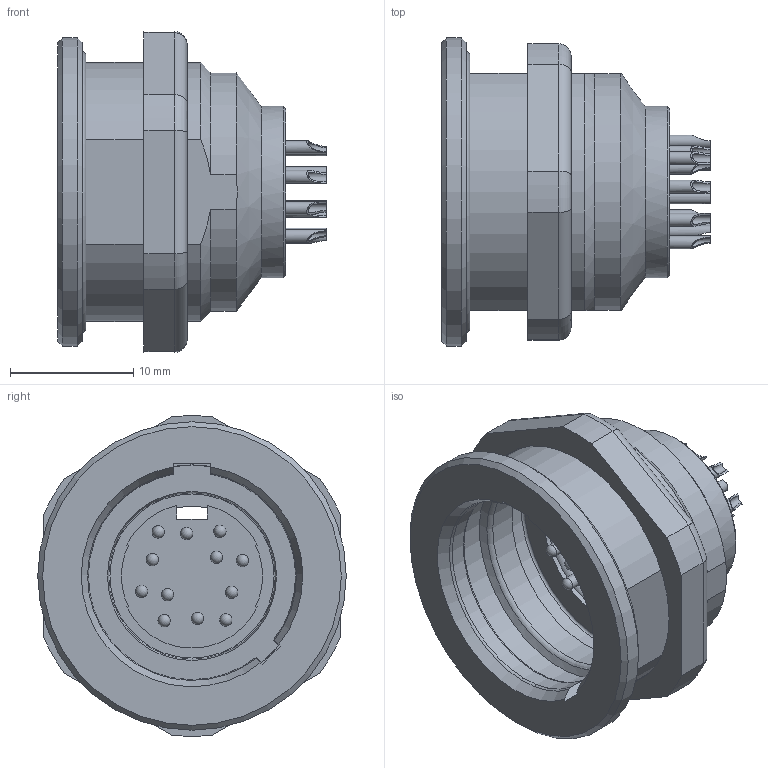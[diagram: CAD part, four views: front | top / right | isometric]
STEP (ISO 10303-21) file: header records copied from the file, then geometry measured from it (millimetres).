
FILE_DESCRIPTION(/* description */ (''),/* implementation_level */ '2;1');
FILE_NAME(/* name */ '09 4835 00 12 001_00.stp',/* time_stamp */ '2013-10-31T08:39:28+01:00',/* author */ (''),/* organization */ (''),/* preprocessor_version */ 'ST-DEVELOPER v14',/* originating_system */ 'SIEMENS PLM Software NX 8.0',/* authorisation */ '');
FILE_SCHEMA (('AUTOMOTIVE_DESIGN { 1 0 10303 214 3 1 1 1 }'));
Length unit declared in the file: millimetre
Products named in the file (1): cerl031CC614itc4
Bounding box: 21.8 x 25 x 25.98 mm (x, y, z)
Volume: 3334.2 mm3; surface area: 3938.9 mm2
Topology: 1 solids, 1 shells, 294 faces, 810 edges, 529 vertices
Faces by surface type: plane 102, cylinder 89, extrusion 45, cone 27, torus 19, sphere 12
Full cylindrical faces by diameter (mm): 0.75 x12, 1 x12, 1.05 x12, 12.65 x1, 13.7 x2, 13.9 x1, 14.95 x2, 18.4 x1, 21.2 x1, 25 x1
Entity records: 10488 total; most frequent: CARTESIAN_POINT 4235, ORIENTED_EDGE 1248, DIRECTION 1117, EDGE_CURVE 624, VERTEX_POINT 448, AXIS2_PLACEMENT_3D 426, EDGE_LOOP 404, ADVANCED_FACE 294
